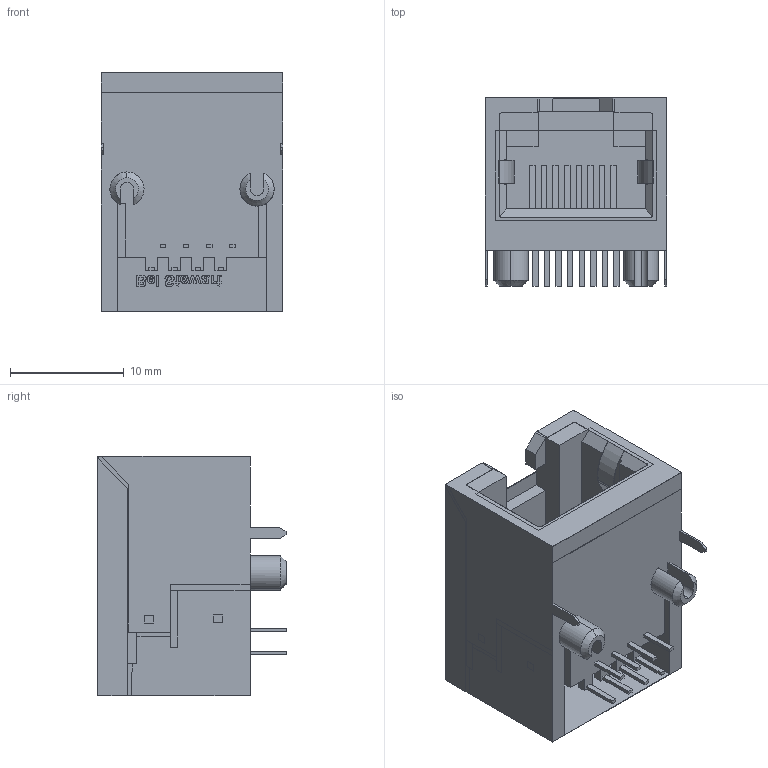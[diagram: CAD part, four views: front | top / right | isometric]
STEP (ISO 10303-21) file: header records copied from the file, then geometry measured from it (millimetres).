
FILE_DESCRIPTION (( 'STEP AP214' ), '1' );
FILE_NAME ('User Library-SS-60000-009.STEP', '2020-03-20T01:20:31', ( '' ), ( '' ), 'SwSTEP 2.0', 'SolidWorks 2019', '' );
FILE_SCHEMA (( 'AUTOMOTIVE_DESIGN' ));
Length unit declared in the file: millimetre
Products named in the file (1): User Library-SS-60000-009
Bounding box: 15.99 x 16.55 x 21.05 mm (x, y, z)
Volume: 2336 mm3; surface area: 3038.5 mm2
Topology: 5 solids, 5 shells, 642 faces, 1750 edges, 1161 vertices
Faces by surface type: plane 407, bspline 210, cylinder 22, cone 3
Entity records: 36276 total; most frequent: CARTESIAN_POINT 15504, ORIENTED_EDGE 3500, DIRECTION 2242, EDGE_CURVE 1750, LINE 1276, VECTOR 1276, VERTEX_POINT 1161, EDGE_LOOP 703
